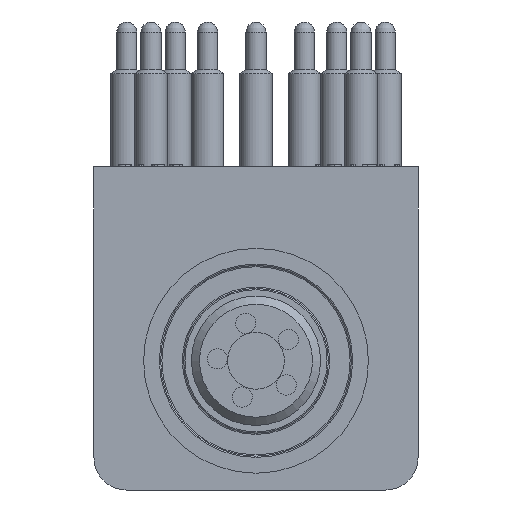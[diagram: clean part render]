
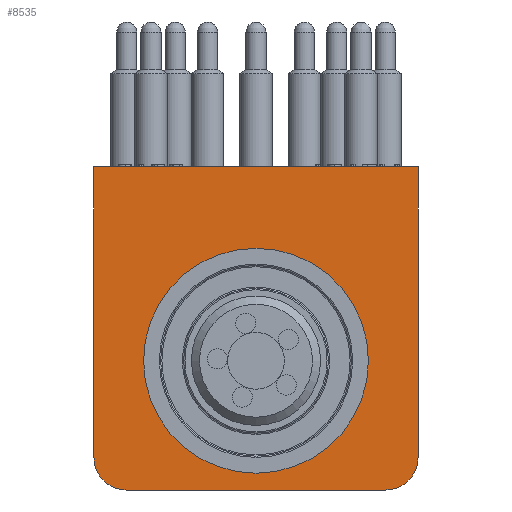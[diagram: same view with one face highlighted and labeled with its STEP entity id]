
A CAD part, front view. The second image highlights one B-rep face of the part: STEP entity #8535.
In plain terms, the highlighted planar face has unit normal (0, -1, 0).
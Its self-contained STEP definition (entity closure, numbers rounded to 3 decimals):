
#558=FACE_BOUND('',#1492,.T.);
#625=PLANE('',#9229);
#974=FACE_OUTER_BOUND('',#1491,.T.);
#1491=EDGE_LOOP('',(#6244,#6245,#6246,#6247,#6248,#6249));
#1492=EDGE_LOOP('',(#6250,#6251));
#1926=LINE('',#12144,#2583);
#2016=LINE('',#13480,#2673);
#2019=LINE('',#13486,#2676);
#2023=LINE('',#13495,#2680);
#2583=VECTOR('',#10151,1000.);
#2673=VECTOR('',#10243,1000.);
#2676=VECTOR('',#10248,1000.);
#2680=VECTOR('',#10254,1000.);
#3395=CIRCLE('',#9204,11.049);
#3396=CIRCLE('',#9205,11.049);
#3398=CIRCLE('',#9230,3.175);
#3399=CIRCLE('',#9231,3.175);
#3634=VERTEX_POINT('',#12118);
#3635=VERTEX_POINT('',#12120);
#3638=VERTEX_POINT('',#12141);
#3639=VERTEX_POINT('',#12143);
#3798=VERTEX_POINT('',#13478);
#3800=VERTEX_POINT('',#13483);
#3802=VERTEX_POINT('',#13489);
#3804=VERTEX_POINT('',#13493);
#4545=EDGE_CURVE('',#3635,#3634,#3395,.T.);
#4546=EDGE_CURVE('',#3634,#3635,#3396,.T.);
#4550=EDGE_CURVE('',#3638,#3639,#1926,.T.);
#4711=EDGE_CURVE('',#3798,#3638,#2016,.T.);
#4714=EDGE_CURVE('',#3639,#3800,#2019,.T.);
#4718=EDGE_CURVE('',#3804,#3802,#2023,.T.);
#4734=EDGE_CURVE('',#3802,#3798,#3398,.T.);
#4735=EDGE_CURVE('',#3800,#3804,#3399,.T.);
#6244=ORIENTED_EDGE('',*,*,#4734,.F.);
#6245=ORIENTED_EDGE('',*,*,#4718,.F.);
#6246=ORIENTED_EDGE('',*,*,#4735,.F.);
#6247=ORIENTED_EDGE('',*,*,#4714,.F.);
#6248=ORIENTED_EDGE('',*,*,#4550,.F.);
#6249=ORIENTED_EDGE('',*,*,#4711,.F.);
#6250=ORIENTED_EDGE('',*,*,#4545,.T.);
#6251=ORIENTED_EDGE('',*,*,#4546,.T.);
#8535=ADVANCED_FACE('',(#974,#558),#625,.F.);
#9204=AXIS2_PLACEMENT_3D('',#12121,#10115,#10116);
#9205=AXIS2_PLACEMENT_3D('',#12122,#10117,#10118);
#9229=AXIS2_PLACEMENT_3D('',#13526,#10280,#10281);
#9230=AXIS2_PLACEMENT_3D('',#13527,#10282,#10283);
#9231=AXIS2_PLACEMENT_3D('',#13528,#10284,#10285);
#10115=DIRECTION('center_axis',(0.,1.,0.));
#10116=DIRECTION('ref_axis',(1.,0.,0.));
#10117=DIRECTION('center_axis',(0.,1.,0.));
#10118=DIRECTION('ref_axis',(1.,0.,0.));
#10151=DIRECTION('',(1.,0.,0.));
#10243=DIRECTION('',(0.,0.,1.));
#10248=DIRECTION('',(0.,0.,-1.));
#10254=DIRECTION('',(-1.,0.,0.));
#10280=DIRECTION('center_axis',(0.,1.,0.));
#10281=DIRECTION('ref_axis',(1.,0.,0.));
#10282=DIRECTION('center_axis',(0.,1.,0.));
#10283=DIRECTION('ref_axis',(1.,0.,0.));
#10284=DIRECTION('center_axis',(0.,1.,0.));
#10285=DIRECTION('ref_axis',(1.,0.,0.));
#12118=CARTESIAN_POINT('',(11.049,11.906,0.));
#12120=CARTESIAN_POINT('',(-11.049,11.906,0.));
#12121=CARTESIAN_POINT('Origin',(0.,11.906,0.));
#12122=CARTESIAN_POINT('Origin',(0.,11.906,0.));
#12141=CARTESIAN_POINT('',(-15.926,11.906,19.05));
#12143=CARTESIAN_POINT('',(15.926,11.906,19.05));
#12144=CARTESIAN_POINT('',(-15.926,11.906,19.05));
#13478=CARTESIAN_POINT('',(-15.926,11.906,-9.525));
#13480=CARTESIAN_POINT('',(-15.926,11.906,-9.525));
#13483=CARTESIAN_POINT('',(15.926,11.906,-9.525));
#13486=CARTESIAN_POINT('',(15.926,11.906,19.05));
#13489=CARTESIAN_POINT('',(-12.751,11.906,-12.7));
#13493=CARTESIAN_POINT('',(12.751,11.906,-12.7));
#13495=CARTESIAN_POINT('',(12.751,11.906,-12.7));
#13526=CARTESIAN_POINT('Origin',(-12.751,11.906,-9.525));
#13527=CARTESIAN_POINT('Origin',(-12.751,11.906,-9.525));
#13528=CARTESIAN_POINT('Origin',(12.751,11.906,-9.525));
